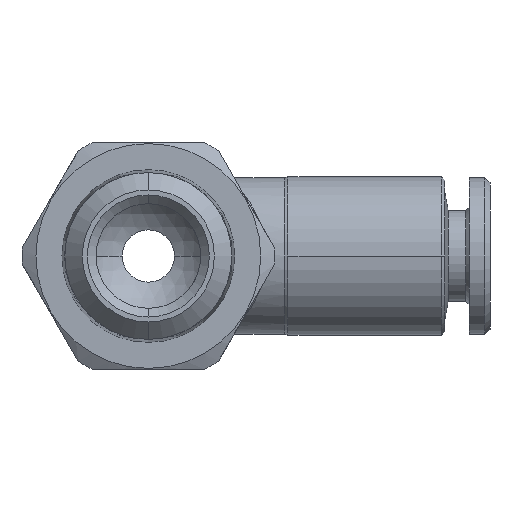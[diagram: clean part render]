
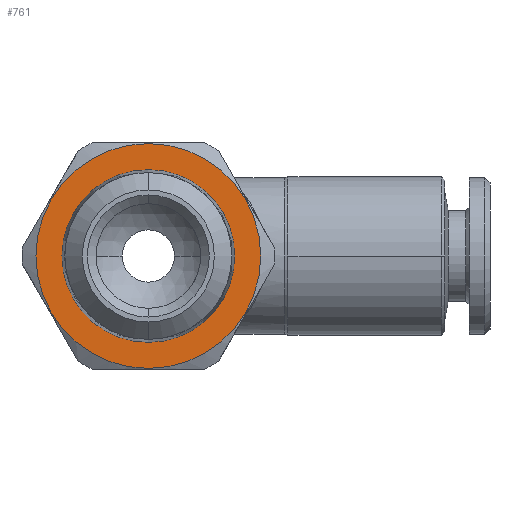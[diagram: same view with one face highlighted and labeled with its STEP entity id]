
A CAD part, front view. The second image highlights one B-rep face of the part: STEP entity #761.
In plain terms, the highlighted planar face has unit normal (0, -1, 0).
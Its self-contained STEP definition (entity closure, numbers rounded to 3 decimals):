
#251 = EDGE_CURVE ( 'NONE', #256, #338, #1505, .T. ) ;
#256 = VERTEX_POINT ( 'NONE', #1502 ) ;
#276 = EDGE_CURVE ( 'NONE', #277, #278, #1791, .T. ) ;
#277 = VERTEX_POINT ( 'NONE', #1752 ) ;
#278 = VERTEX_POINT ( 'NONE', #1751 ) ;
#338 = VERTEX_POINT ( 'NONE', #1912 ) ;
#570 = EDGE_CURVE ( 'NONE', #338, #256, #2255, .T. ) ;
#761 = ADVANCED_FACE ( 'NONE', ( #2602, #2600 ), #2594, .T. ) ;
#762 = EDGE_LOOP ( 'NONE', ( #763, #765 ) ) ;
#763 = ORIENTED_EDGE ( 'NONE', *, *, #764, .T. ) ;
#764 = EDGE_CURVE ( 'NONE', #278, #277, #2593, .T. ) ;
#765 = ORIENTED_EDGE ( 'NONE', *, *, #276, .T. ) ;
#766 = EDGE_LOOP ( 'NONE', ( #995, #996 ) ) ;
#995 = ORIENTED_EDGE ( 'NONE', *, *, #570, .F. ) ;
#996 = ORIENTED_EDGE ( 'NONE', *, *, #251, .F. ) ;
#1502 = CARTESIAN_POINT ( 'NONE',  ( 0., -12.5, -4.954 ) ) ;
#1505 = CIRCLE ( 'NONE', #1510, 4.954 ) ;
#1506 = CARTESIAN_POINT ( 'NONE',  ( 0., -12.5, 0. ) ) ;
#1509 = DIRECTION ( 'NONE',  ( 0., -1., 0. ) ) ;
#1510 = AXIS2_PLACEMENT_3D ( 'NONE', #1506, #1509, #1519 ) ;
#1519 = DIRECTION ( 'NONE',  ( 0., 0., -1. ) ) ;
#1751 = CARTESIAN_POINT ( 'NONE',  ( 0., -12.5, 6.45 ) ) ;
#1752 = CARTESIAN_POINT ( 'NONE',  ( 0., -12.5, -6.45 ) ) ;
#1753 = DIRECTION ( 'NONE',  ( 0., 0., -1. ) ) ;
#1754 = DIRECTION ( 'NONE',  ( 0., -1., 0. ) ) ;
#1755 = CARTESIAN_POINT ( 'NONE',  ( 0., -12.5, 0. ) ) ;
#1756 = AXIS2_PLACEMENT_3D ( 'NONE', #1755, #1754, #1753 ) ;
#1791 = CIRCLE ( 'NONE', #1756, 6.45 ) ;
#1912 = CARTESIAN_POINT ( 'NONE',  ( 0., -12.5, 4.954 ) ) ;
#2252 = DIRECTION ( 'NONE',  ( 0., 0., -1. ) ) ;
#2253 = DIRECTION ( 'NONE',  ( 0., -1., 0. ) ) ;
#2254 = AXIS2_PLACEMENT_3D ( 'NONE', #2321, #2253, #2252 ) ;
#2255 = CIRCLE ( 'NONE', #2254, 4.954 ) ;
#2321 = CARTESIAN_POINT ( 'NONE',  ( 0., -12.5, 0. ) ) ;
#2562 = DIRECTION ( 'NONE',  ( 0., 0., -1. ) ) ;
#2563 = DIRECTION ( 'NONE',  ( 0., -1., 0. ) ) ;
#2564 = CARTESIAN_POINT ( 'NONE',  ( 0., -12.5, 0. ) ) ;
#2588 = AXIS2_PLACEMENT_3D ( 'NONE', #2564, #2563, #2562 ) ;
#2589 = DIRECTION ( 'NONE',  ( 0., 0., -1. ) ) ;
#2590 = DIRECTION ( 'NONE',  ( 0., -1., 0. ) ) ;
#2591 = CARTESIAN_POINT ( 'NONE',  ( 6.45, -12.5, 0. ) ) ;
#2592 = AXIS2_PLACEMENT_3D ( 'NONE', #2591, #2590, #2589 ) ;
#2593 = CIRCLE ( 'NONE', #2588, 6.45 ) ;
#2594 = PLANE ( 'NONE',  #2592 ) ;
#2600 = FACE_BOUND ( 'NONE', #766, .T. ) ;
#2602 = FACE_OUTER_BOUND ( 'NONE', #762, .T. ) ;
